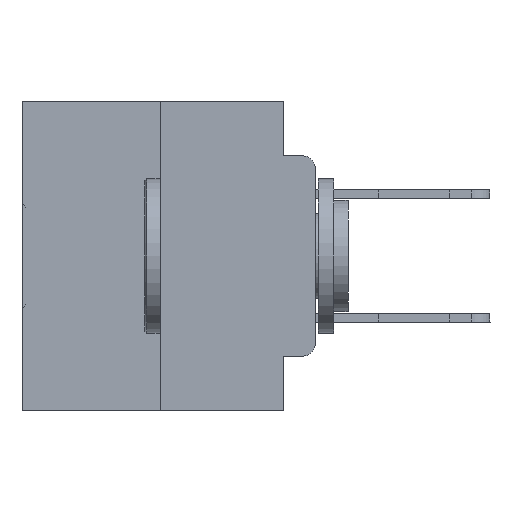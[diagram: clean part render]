
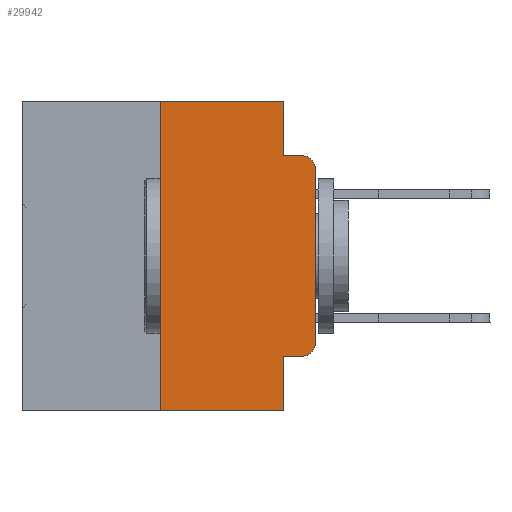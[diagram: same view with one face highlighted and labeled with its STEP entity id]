
A CAD part, left-side view. The second image highlights one B-rep face of the part: STEP entity #29942.
In plain terms, the highlighted planar face has unit normal (-1, 0, 0).
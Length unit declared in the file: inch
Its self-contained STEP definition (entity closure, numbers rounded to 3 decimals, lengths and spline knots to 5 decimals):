
#83 = CARTESIAN_POINT ( 'NONE',  ( 0., 0.051, -0.5 ) ) ;
#454 = LINE ( 'NONE', #10316, #9459 ) ;
#760 = DIRECTION ( 'NONE',  ( 1., 0., 0. ) ) ;
#1576 = CARTESIAN_POINT ( 'NONE',  ( 0., 0.02, -0.3915 ) ) ;
#1735 = DIRECTION ( 'NONE',  ( 0., -1., 0. ) ) ;
#1919 = DIRECTION ( 'NONE',  ( 0., 0., -1. ) ) ;
#1992 = VERTEX_POINT ( 'NONE', #83 ) ;
#2448 = CIRCLE ( 'NONE', #16141, 0.02 ) ;
#3161 = CARTESIAN_POINT ( 'NONE',  ( 0., 0.051, -0.0885 ) ) ;
#3211 = VERTEX_POINT ( 'NONE', #32265 ) ;
#3338 = LINE ( 'NONE', #17161, #19273 ) ;
#3404 = CARTESIAN_POINT ( 'NONE',  ( 0., 0.02, -0.4115 ) ) ;
#3726 = EDGE_CURVE ( 'NONE', #11693, #21169, #2448, .T. ) ;
#4398 = LINE ( 'NONE', #7725, #19945 ) ;
#4625 = VERTEX_POINT ( 'NONE', #4811 ) ;
#4811 = CARTESIAN_POINT ( 'NONE',  ( 0., 0., -0.3915 ) ) ;
#5709 = CARTESIAN_POINT ( 'NONE',  ( 0., 0., -0.1085 ) ) ;
#6402 = EDGE_CURVE ( 'NONE', #11053, #4625, #24102, .T. ) ;
#6692 = VECTOR ( 'NONE', #16264, 39.37008 ) ;
#6970 = ORIENTED_EDGE ( 'NONE', *, *, #16316, .F. ) ;
#7573 = CARTESIAN_POINT ( 'NONE',  ( 0., 0.051, 0. ) ) ;
#7725 = CARTESIAN_POINT ( 'NONE',  ( 0., 0.473, -0.5 ) ) ;
#8167 = DIRECTION ( 'NONE',  ( -1., 0., 0. ) ) ;
#8748 = LINE ( 'NONE', #22063, #28824 ) ;
#8898 = CARTESIAN_POINT ( 'NONE',  ( 0., 0.051, -0.0885 ) ) ;
#9459 = VECTOR ( 'NONE', #28628, 39.37008 ) ;
#10316 = CARTESIAN_POINT ( 'NONE',  ( 0., 0.473, 0. ) ) ;
#10661 = LINE ( 'NONE', #32845, #22615 ) ;
#11053 = VERTEX_POINT ( 'NONE', #3404 ) ;
#11277 = ORIENTED_EDGE ( 'NONE', *, *, #16454, .T. ) ;
#11358 = ORIENTED_EDGE ( 'NONE', *, *, #21841, .F. ) ;
#11608 = DIRECTION ( 'NONE',  ( 0., 0., 1. ) ) ;
#11693 = VERTEX_POINT ( 'NONE', #5709 ) ;
#11881 = DIRECTION ( 'NONE',  ( 0., 0., -1. ) ) ;
#12772 = CARTESIAN_POINT ( 'NONE',  ( 0., 0.02, -0.0885 ) ) ;
#12888 = DIRECTION ( 'NONE',  ( 0., 0., -1. ) ) ;
#13556 = CARTESIAN_POINT ( 'NONE',  ( 0., 0.473, 0. ) ) ;
#14288 = EDGE_LOOP ( 'NONE', ( #27564, #18456, #29718, #30168, #11358, #29733, #27722, #6970, #11277, #32074 ) ) ;
#15650 = LINE ( 'NONE', #3161, #24664 ) ;
#16141 = AXIS2_PLACEMENT_3D ( 'NONE', #28771, #8167, #12888 ) ;
#16264 = DIRECTION ( 'NONE',  ( 0., 0., -1. ) ) ;
#16316 = EDGE_CURVE ( 'NONE', #23610, #1992, #3338, .T. ) ;
#16454 = EDGE_CURVE ( 'NONE', #23610, #11053, #10661, .T. ) ;
#17161 = CARTESIAN_POINT ( 'NONE',  ( 0., 0.051, 0. ) ) ;
#17449 = DIRECTION ( 'NONE',  ( -1., 0., 0. ) ) ;
#17578 = DIRECTION ( 'NONE',  ( 0., -1., 0. ) ) ;
#18456 = ORIENTED_EDGE ( 'NONE', *, *, #3726, .T. ) ;
#18601 = EDGE_CURVE ( 'NONE', #3211, #1992, #4398, .T. ) ;
#18920 = VERTEX_POINT ( 'NONE', #21557 ) ;
#19273 = VECTOR ( 'NONE', #11881, 39.37008 ) ;
#19945 = VECTOR ( 'NONE', #17578, 39.37008 ) ;
#20208 = AXIS2_PLACEMENT_3D ( 'NONE', #1576, #17449, #1919 ) ;
#21169 = VERTEX_POINT ( 'NONE', #12772 ) ;
#21205 = LINE ( 'NONE', #27390, #24043 ) ;
#21557 = CARTESIAN_POINT ( 'NONE',  ( 0., 0.25, 0. ) ) ;
#21824 = AXIS2_PLACEMENT_3D ( 'NONE', #13556, #760, #24233 ) ;
#21841 = EDGE_CURVE ( 'NONE', #18920, #30933, #454, .T. ) ;
#22063 = CARTESIAN_POINT ( 'NONE',  ( 0., 0.25, 0. ) ) ;
#22153 = DIRECTION ( 'NONE',  ( 0., 0., 1. ) ) ;
#22615 = VECTOR ( 'NONE', #1735, 39.37008 ) ;
#23353 = FACE_OUTER_BOUND ( 'NONE', #14288, .T. ) ;
#23610 = VERTEX_POINT ( 'NONE', #30103 ) ;
#23614 = EDGE_CURVE ( 'NONE', #4625, #11693, #21205, .T. ) ;
#24043 = VECTOR ( 'NONE', #22153, 39.37008 ) ;
#24102 = CIRCLE ( 'NONE', #20208, 0.02 ) ;
#24233 = DIRECTION ( 'NONE',  ( 0., 0., -1. ) ) ;
#24664 = VECTOR ( 'NONE', #26690, 39.37008 ) ;
#26690 = DIRECTION ( 'NONE',  ( 0., -1., 0. ) ) ;
#27386 = EDGE_CURVE ( 'NONE', #31312, #21169, #15650, .T. ) ;
#27390 = CARTESIAN_POINT ( 'NONE',  ( 0., 0., 0. ) ) ;
#27564 = ORIENTED_EDGE ( 'NONE', *, *, #23614, .T. ) ;
#27722 = ORIENTED_EDGE ( 'NONE', *, *, #18601, .T. ) ;
#28628 = DIRECTION ( 'NONE',  ( 0., -1., 0. ) ) ;
#28771 = CARTESIAN_POINT ( 'NONE',  ( 0., 0.02, -0.1085 ) ) ;
#28824 = VECTOR ( 'NONE', #11608, 39.37008 ) ;
#29043 = CARTESIAN_POINT ( 'NONE',  ( 0., 0.051, 0. ) ) ;
#29098 = PLANE ( 'NONE',  #21824 ) ;
#29718 = ORIENTED_EDGE ( 'NONE', *, *, #27386, .F. ) ;
#29733 = ORIENTED_EDGE ( 'NONE', *, *, #31947, .F. ) ;
#29942 = ADVANCED_FACE ( 'NONE', ( #23353 ), #29098, .F. ) ;
#30103 = CARTESIAN_POINT ( 'NONE',  ( 0., 0.051, -0.4115 ) ) ;
#30168 = ORIENTED_EDGE ( 'NONE', *, *, #32535, .F. ) ;
#30798 = LINE ( 'NONE', #29043, #6692 ) ;
#30933 = VERTEX_POINT ( 'NONE', #7573 ) ;
#31312 = VERTEX_POINT ( 'NONE', #8898 ) ;
#31947 = EDGE_CURVE ( 'NONE', #3211, #18920, #8748, .T. ) ;
#32074 = ORIENTED_EDGE ( 'NONE', *, *, #6402, .T. ) ;
#32265 = CARTESIAN_POINT ( 'NONE',  ( 0., 0.25, -0.5 ) ) ;
#32535 = EDGE_CURVE ( 'NONE', #30933, #31312, #30798, .T. ) ;
#32845 = CARTESIAN_POINT ( 'NONE',  ( 0., 0.051, -0.4115 ) ) ;
